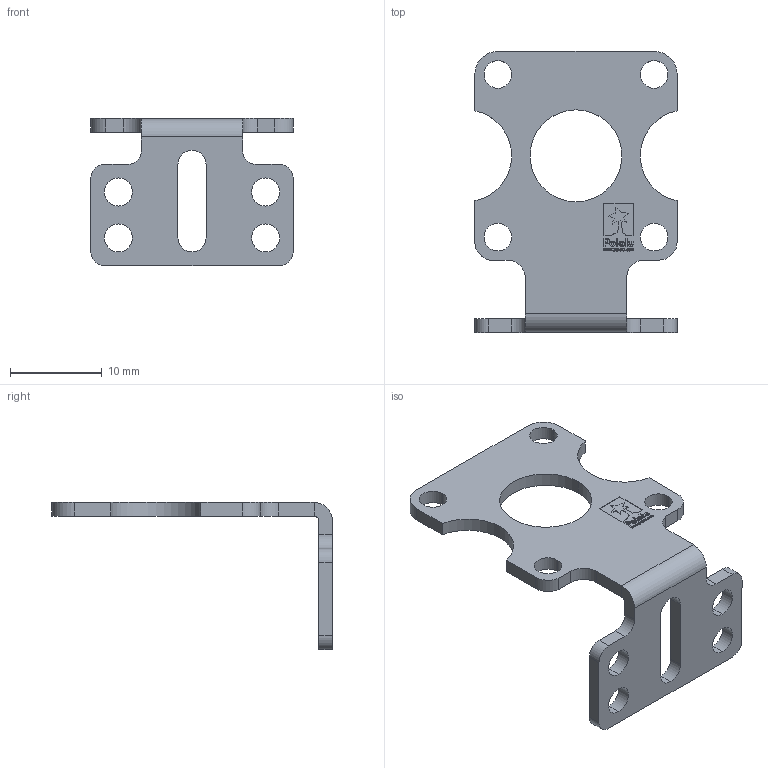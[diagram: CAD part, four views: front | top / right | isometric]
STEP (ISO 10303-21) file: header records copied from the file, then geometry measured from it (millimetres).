
FILE_DESCRIPTION (( 'STEP AP214' ), '1' );
FILE_NAME ('bkt09b.step', '2016-03-02T21:50:43', ( '' ), ( '' ), 'SwSTEP 2.0', 'SolidWorks 2015', '' );
FILE_SCHEMA (( 'AUTOMOTIVE_DESIGN' ));
Length unit declared in the file: millimetre
Products named in the file (1): bkt09b
Bounding box: 22 x 30.55 x 16 mm (x, y, z)
Volume: 945 mm3; surface area: 1693.1 mm2
Topology: 1 solids, 1 shells, 307 faces, 829 edges, 552 vertices
Faces by surface type: plane 171, bspline 98, cylinder 38
Entity records: 12777 total; most frequent: CARTESIAN_POINT 5575, ORIENTED_EDGE 1658, DIRECTION 1129, EDGE_CURVE 829, VECTOR 557, LINE 557, VERTEX_POINT 552, EDGE_LOOP 355
